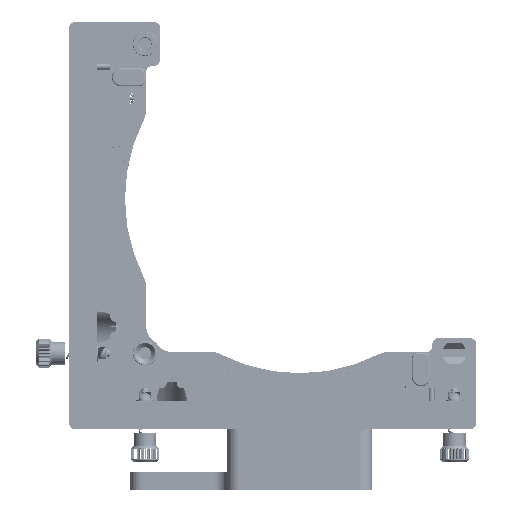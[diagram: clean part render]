
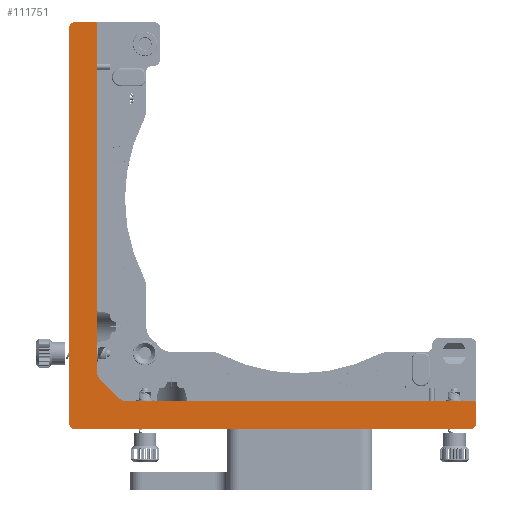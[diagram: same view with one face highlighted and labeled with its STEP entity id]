
A CAD part, top view. The second image highlights one B-rep face of the part: STEP entity #111751.
In plain terms, the highlighted planar face has unit normal (0, 0, 1).
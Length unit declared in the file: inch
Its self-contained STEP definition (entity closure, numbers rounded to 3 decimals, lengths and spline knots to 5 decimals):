
#2711 = CARTESIAN_POINT ( 'NONE',  ( -3.25, -3.25, 0.6 ) ) ;
#2726 = AXIS2_PLACEMENT_3D ( 'NONE', #135779, #48579, #61082 ) ;
#7554 = LINE ( 'NONE', #146909, #43005 ) ;
#9024 = VECTOR ( 'NONE', #15282, 39.37008 ) ;
#10118 = EDGE_CURVE ( 'NONE', #160403, #85287, #41094, .T. ) ;
#10282 = VERTEX_POINT ( 'NONE', #18779 ) ;
#10331 = CARTESIAN_POINT ( 'NONE',  ( -4.175, 3.58875, 0.6 ) ) ;
#14165 = DIRECTION ( 'NONE',  ( 0., -1., 0. ) ) ;
#14554 = EDGE_CURVE ( 'NONE', #38039, #19602, #46884, .T. ) ;
#15282 = DIRECTION ( 'NONE',  ( 0., 1., 0. ) ) ;
#16845 = ORIENTED_EDGE ( 'NONE', *, *, #96749, .T. ) ;
#16958 = EDGE_CURVE ( 'NONE', #129970, #38039, #68254, .T. ) ;
#17731 = CARTESIAN_POINT ( 'NONE',  ( -4.10178, -3.74091, 0.6 ) ) ;
#18674 = DIRECTION ( 'NONE',  ( 0., 0., -1. ) ) ;
#18779 = CARTESIAN_POINT ( 'NONE',  ( -4.75, 3.51375, 0.6 ) ) ;
#19093 = EDGE_CURVE ( 'NONE', #82716, #100632, #157100, .T. ) ;
#19602 = VERTEX_POINT ( 'NONE', #35940 ) ;
#19670 = DIRECTION ( 'NONE',  ( -1., 0., 0. ) ) ;
#20660 = CARTESIAN_POINT ( 'NONE',  ( -3.74091, -4.10178, 0.6 ) ) ;
#20841 = ORIENTED_EDGE ( 'NONE', *, *, #14554, .T. ) ;
#20989 = LINE ( 'NONE', #83092, #68736 ) ;
#21960 = VECTOR ( 'NONE', #147927, 39.37008 ) ;
#23937 = EDGE_CURVE ( 'NONE', #129970, #100632, #7554, .T. ) ;
#25557 = AXIS2_PLACEMENT_3D ( 'NONE', #49786, #131002, #106622 ) ;
#26240 = CARTESIAN_POINT ( 'NONE',  ( 3.63875, -4.225, 0.6 ) ) ;
#28458 = LINE ( 'NONE', #52033, #60090 ) ;
#33370 = DIRECTION ( 'NONE',  ( -1., 0., 0. ) ) ;
#35940 = CARTESIAN_POINT ( 'NONE',  ( -4.625, 3.63875, 0.6 ) ) ;
#37870 = EDGE_CURVE ( 'NONE', #110820, #160403, #20989, .T. ) ;
#38039 = VERTEX_POINT ( 'NONE', #74648 ) ;
#38594 = ORIENTED_EDGE ( 'NONE', *, *, #131508, .T. ) ;
#41094 = CIRCLE ( 'NONE', #134850, 0.125 ) ;
#43005 = VECTOR ( 'NONE', #86441, 39.37008 ) ;
#43787 = VERTEX_POINT ( 'NONE', #26240 ) ;
#44930 = CARTESIAN_POINT ( 'NONE',  ( -3.925, -3.56414, 0.6 ) ) ;
#45433 = CARTESIAN_POINT ( 'NONE',  ( -4.75, -4.625, 0.6 ) ) ;
#45699 = CARTESIAN_POINT ( 'NONE',  ( -4.175, -4.175, 0.6 ) ) ;
#46884 = LINE ( 'NONE', #94662, #146605 ) ;
#47922 = CARTESIAN_POINT ( 'NONE',  ( -4.225, 3.58875, 0.6 ) ) ;
#48579 = DIRECTION ( 'NONE',  ( 0., 0., 1. ) ) ;
#48937 = EDGE_LOOP ( 'NONE', ( #55739, #96815, #38594, #111263, #147813, #52641, #20841, #143570, #101973, #76912, #88512, #66486, #16845, #119448 ) ) ;
#49786 = CARTESIAN_POINT ( 'NONE',  ( -4.625, -4.625, 0.6 ) ) ;
#51539 = PLANE ( 'NONE',  #122623 ) ;
#52033 = CARTESIAN_POINT ( 'NONE',  ( -4.75, -4.75, 0.6 ) ) ;
#52641 = ORIENTED_EDGE ( 'NONE', *, *, #16958, .T. ) ;
#54009 = DIRECTION ( 'NONE',  ( -1., 0., 0. ) ) ;
#55460 = CARTESIAN_POINT ( 'NONE',  ( 3.58875, -4.225, 0.6 ) ) ;
#55477 = VERTEX_POINT ( 'NONE', #75626 ) ;
#55739 = ORIENTED_EDGE ( 'NONE', *, *, #149063, .F. ) ;
#58812 = CARTESIAN_POINT ( 'NONE',  ( 3.63875, -4.625, 0.6 ) ) ;
#60090 = VECTOR ( 'NONE', #14165, 39.37008 ) ;
#60211 = AXIS2_PLACEMENT_3D ( 'NONE', #47922, #98185, #99811 ) ;
#60331 = EDGE_CURVE ( 'NONE', #19602, #10282, #91155, .T. ) ;
#61082 = DIRECTION ( 'NONE',  ( -1., 0., 0. ) ) ;
#61309 = AXIS2_PLACEMENT_3D ( 'NONE', #55460, #153036, #64096 ) ;
#62909 = VECTOR ( 'NONE', #135443, 39.37008 ) ;
#64096 = DIRECTION ( 'NONE',  ( -1., 0., 0. ) ) ;
#66486 = ORIENTED_EDGE ( 'NONE', *, *, #10118, .T. ) ;
#68254 = CIRCLE ( 'NONE', #60211, 0.05 ) ;
#68736 = VECTOR ( 'NONE', #94894, 39.37008 ) ;
#70805 = LINE ( 'NONE', #45699, #62909 ) ;
#71526 = EDGE_CURVE ( 'NONE', #82307, #110820, #97882, .T. ) ;
#74648 = CARTESIAN_POINT ( 'NONE',  ( -4.225, 3.63875, 0.6 ) ) ;
#74676 = CIRCLE ( 'NONE', #61309, 0.05 ) ;
#75626 = CARTESIAN_POINT ( 'NONE',  ( -3.56414, -4.175, 0.6 ) ) ;
#76912 = ORIENTED_EDGE ( 'NONE', *, *, #71526, .T. ) ;
#79000 = CARTESIAN_POINT ( 'NONE',  ( 3.58875, -4.175, 0.6 ) ) ;
#82307 = VERTEX_POINT ( 'NONE', #45433 ) ;
#82716 = VERTEX_POINT ( 'NONE', #17731 ) ;
#83092 = CARTESIAN_POINT ( 'NONE',  ( 3.63875, -4.75, 0.6 ) ) ;
#83402 = DIRECTION ( 'NONE',  ( 0., 0., -1. ) ) ;
#85287 = VERTEX_POINT ( 'NONE', #58812 ) ;
#86008 = CARTESIAN_POINT ( 'NONE',  ( 3.51375, -4.625, 0.6 ) ) ;
#86441 = DIRECTION ( 'NONE',  ( 0., -1., 0. ) ) ;
#86751 = FACE_OUTER_BOUND ( 'NONE', #48937, .T. ) ;
#87738 = CARTESIAN_POINT ( 'NONE',  ( -4.625, -4.75, 0.6 ) ) ;
#88512 = ORIENTED_EDGE ( 'NONE', *, *, #37870, .T. ) ;
#89364 = DIRECTION ( 'NONE',  ( 0., 0., 1. ) ) ;
#91155 = CIRCLE ( 'NONE', #2726, 0.125 ) ;
#94662 = CARTESIAN_POINT ( 'NONE',  ( -4.75, 3.63875, 0.6 ) ) ;
#94894 = DIRECTION ( 'NONE',  ( 1., 0., 0. ) ) ;
#95518 = AXIS2_PLACEMENT_3D ( 'NONE', #44930, #83402, #19670 ) ;
#96749 = EDGE_CURVE ( 'NONE', #85287, #43787, #129430, .T. ) ;
#96815 = ORIENTED_EDGE ( 'NONE', *, *, #98534, .T. ) ;
#97119 = VERTEX_POINT ( 'NONE', #20660 ) ;
#97882 = CIRCLE ( 'NONE', #25557, 0.125 ) ;
#98185 = DIRECTION ( 'NONE',  ( 0., 0., 1. ) ) ;
#98534 = EDGE_CURVE ( 'NONE', #55477, #97119, #122252, .T. ) ;
#99811 = DIRECTION ( 'NONE',  ( -1., 0., 0. ) ) ;
#100632 = VERTEX_POINT ( 'NONE', #154677 ) ;
#101973 = ORIENTED_EDGE ( 'NONE', *, *, #120887, .T. ) ;
#105023 = VERTEX_POINT ( 'NONE', #79000 ) ;
#106313 = AXIS2_PLACEMENT_3D ( 'NONE', #121030, #18674, #122665 ) ;
#106622 = DIRECTION ( 'NONE',  ( -1., 0., 0. ) ) ;
#110820 = VERTEX_POINT ( 'NONE', #87738 ) ;
#111263 = ORIENTED_EDGE ( 'NONE', *, *, #19093, .T. ) ;
#111751 = ADVANCED_FACE ( 'NONE', ( #86751 ), #51539, .F. ) ;
#119448 = ORIENTED_EDGE ( 'NONE', *, *, #153269, .T. ) ;
#120887 = EDGE_CURVE ( 'NONE', #10282, #82307, #28458, .T. ) ;
#121030 = CARTESIAN_POINT ( 'NONE',  ( -3.56414, -3.925, 0.6 ) ) ;
#122252 = CIRCLE ( 'NONE', #106313, 0.25 ) ;
#122623 = AXIS2_PLACEMENT_3D ( 'NONE', #2711, #132008, #54009 ) ;
#122665 = DIRECTION ( 'NONE',  ( -1., 0., 0. ) ) ;
#124626 = DIRECTION ( 'NONE',  ( -1., 0., 0. ) ) ;
#126059 = LINE ( 'NONE', #162230, #21960 ) ;
#129430 = LINE ( 'NONE', #143668, #9024 ) ;
#129970 = VERTEX_POINT ( 'NONE', #10331 ) ;
#131002 = DIRECTION ( 'NONE',  ( 0., 0., 1. ) ) ;
#131508 = EDGE_CURVE ( 'NONE', #97119, #82716, #126059, .T. ) ;
#132008 = DIRECTION ( 'NONE',  ( 0., 0., -1. ) ) ;
#134850 = AXIS2_PLACEMENT_3D ( 'NONE', #86008, #89364, #124626 ) ;
#135443 = DIRECTION ( 'NONE',  ( 1., 0., 0. ) ) ;
#135779 = CARTESIAN_POINT ( 'NONE',  ( -4.625, 3.51375, 0.6 ) ) ;
#143570 = ORIENTED_EDGE ( 'NONE', *, *, #60331, .T. ) ;
#143668 = CARTESIAN_POINT ( 'NONE',  ( 3.63875, -4.1, 0.6 ) ) ;
#146605 = VECTOR ( 'NONE', #33370, 39.37008 ) ;
#146909 = CARTESIAN_POINT ( 'NONE',  ( -4.175, 3.63875, 0.6 ) ) ;
#147813 = ORIENTED_EDGE ( 'NONE', *, *, #23937, .F. ) ;
#147927 = DIRECTION ( 'NONE',  ( -0.707, 0.707, 0. ) ) ;
#149063 = EDGE_CURVE ( 'NONE', #55477, #105023, #70805, .T. ) ;
#153036 = DIRECTION ( 'NONE',  ( 0., 0., 1. ) ) ;
#153269 = EDGE_CURVE ( 'NONE', #43787, #105023, #74676, .T. ) ;
#154677 = CARTESIAN_POINT ( 'NONE',  ( -4.175, -3.56414, 0.6 ) ) ;
#155269 = CARTESIAN_POINT ( 'NONE',  ( 3.51375, -4.75, 0.6 ) ) ;
#157100 = CIRCLE ( 'NONE', #95518, 0.25 ) ;
#160403 = VERTEX_POINT ( 'NONE', #155269 ) ;
#162230 = CARTESIAN_POINT ( 'NONE',  ( -4.175, -3.66769, 0.6 ) ) ;
